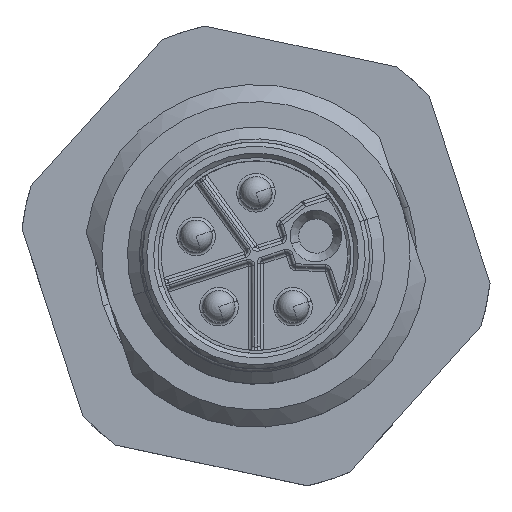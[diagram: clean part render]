
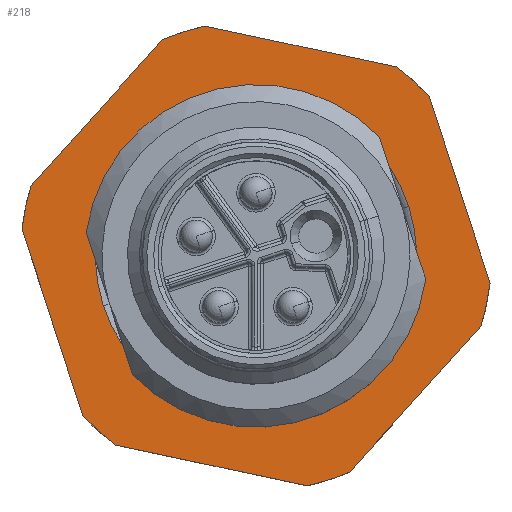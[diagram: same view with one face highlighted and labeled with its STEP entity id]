
A CAD part, top view. The second image highlights one B-rep face of the part: STEP entity #218.
In plain terms, the highlighted planar face has unit normal (0, 0, 1).
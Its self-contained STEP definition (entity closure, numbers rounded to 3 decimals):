
#34=AXIS2_PLACEMENT_3D('Plane Axis2P3D',#31,#32,#33) ;
#154=AXIS2_PLACEMENT_3D('Circle Axis2P3D',#152,#153,$) ;
#170=AXIS2_PLACEMENT_3D('Circle Axis2P3D',#168,#169,$) ;
#184=AXIS2_PLACEMENT_3D('Circle Axis2P3D',#182,#183,$) ;
#198=AXIS2_PLACEMENT_3D('Circle Axis2P3D',#196,#197,$) ;
#31=CARTESIAN_POINT('Axis2P3D Location',(-3.196,2.49,36.305)) ;
#37=CARTESIAN_POINT('Control Point',(15.292,0.637,36.305)) ;
#38=CARTESIAN_POINT('Control Point',(14.913,0.474,36.305)) ;
#39=CARTESIAN_POINT('Control Point',(14.526,0.328,36.305)) ;
#40=CARTESIAN_POINT('Control Point',(14.132,0.199,36.305)) ;
#41=CARTESIAN_POINT('Control Point',(13.733,0.09,36.305)) ;
#42=CARTESIAN_POINT('Control Point',(13.33,0.,36.305)) ;
#43=CARTESIAN_POINT('Vertex',(15.292,0.637,36.305)) ;
#45=CARTESIAN_POINT('Vertex',(13.33,0.,36.305)) ;
#48=CARTESIAN_POINT('Line Origine',(18.358,4.043,36.305)) ;
#52=CARTESIAN_POINT('Vertex',(21.424,7.448,36.305)) ;
#56=CARTESIAN_POINT('Control Point',(21.853,9.466,36.305)) ;
#57=CARTESIAN_POINT('Control Point',(21.806,9.056,36.305)) ;
#58=CARTESIAN_POINT('Control Point',(21.739,8.648,36.305)) ;
#59=CARTESIAN_POINT('Control Point',(21.653,8.242,36.305)) ;
#60=CARTESIAN_POINT('Control Point',(21.548,7.842,36.305)) ;
#61=CARTESIAN_POINT('Control Point',(21.424,7.448,36.305)) ;
#62=CARTESIAN_POINT('Vertex',(21.853,9.466,36.305)) ;
#65=CARTESIAN_POINT('Line Origine',(20.437,13.824,36.305)) ;
#69=CARTESIAN_POINT('Vertex',(19.021,18.183,36.305)) ;
#73=CARTESIAN_POINT('Control Point',(17.488,19.563,36.305)) ;
#74=CARTESIAN_POINT('Control Point',(17.82,19.317,36.305)) ;
#75=CARTESIAN_POINT('Control Point',(18.139,19.055,36.305)) ;
#76=CARTESIAN_POINT('Control Point',(18.448,18.777,36.305)) ;
#77=CARTESIAN_POINT('Control Point',(18.742,18.487,36.305)) ;
#78=CARTESIAN_POINT('Control Point',(19.021,18.183,36.305)) ;
#79=CARTESIAN_POINT('Vertex',(17.488,19.563,36.305)) ;
#82=CARTESIAN_POINT('Line Origine',(13.006,20.516,36.305)) ;
#86=CARTESIAN_POINT('Vertex',(8.523,21.468,36.305)) ;
#90=CARTESIAN_POINT('Control Point',(6.562,20.831,36.305)) ;
#91=CARTESIAN_POINT('Control Point',(6.941,20.995,36.305)) ;
#92=CARTESIAN_POINT('Control Point',(7.327,21.141,36.305)) ;
#93=CARTESIAN_POINT('Control Point',(7.722,21.269,36.305)) ;
#94=CARTESIAN_POINT('Control Point',(8.12,21.378,36.305)) ;
#95=CARTESIAN_POINT('Control Point',(8.523,21.468,36.305)) ;
#96=CARTESIAN_POINT('Vertex',(6.562,20.831,36.305)) ;
#99=CARTESIAN_POINT('Line Origine',(3.495,17.426,36.305)) ;
#103=CARTESIAN_POINT('Vertex',(0.429,14.02,36.305)) ;
#107=CARTESIAN_POINT('Control Point',(0.,12.002,36.305)) ;
#108=CARTESIAN_POINT('Control Point',(0.048,12.412,36.305)) ;
#109=CARTESIAN_POINT('Control Point',(0.114,12.82,36.305)) ;
#110=CARTESIAN_POINT('Control Point',(0.201,13.226,36.305)) ;
#111=CARTESIAN_POINT('Control Point',(0.306,13.626,36.305)) ;
#112=CARTESIAN_POINT('Control Point',(0.429,14.02,36.305)) ;
#113=CARTESIAN_POINT('Vertex',(0.,12.002,36.305)) ;
#116=CARTESIAN_POINT('Line Origine',(1.416,7.644,36.305)) ;
#120=CARTESIAN_POINT('Vertex',(2.832,3.286,36.305)) ;
#124=CARTESIAN_POINT('Control Point',(4.365,1.906,36.305)) ;
#125=CARTESIAN_POINT('Control Point',(4.034,2.152,36.305)) ;
#126=CARTESIAN_POINT('Control Point',(3.714,2.414,36.305)) ;
#127=CARTESIAN_POINT('Control Point',(3.406,2.691,36.305)) ;
#128=CARTESIAN_POINT('Control Point',(3.112,2.982,36.305)) ;
#129=CARTESIAN_POINT('Control Point',(2.832,3.286,36.305)) ;
#130=CARTESIAN_POINT('Vertex',(4.365,1.906,36.305)) ;
#133=CARTESIAN_POINT('Line Origine',(8.848,0.953,36.305)) ;
#152=CARTESIAN_POINT('Axis2P3D Location',(10.927,10.734,36.305)) ;
#156=CARTESIAN_POINT('Vertex',(3.43,10.507,36.305)) ;
#158=CARTESIAN_POINT('Vertex',(4.728,6.512,36.305)) ;
#161=CARTESIAN_POINT('Line Origine',(3.216,11.166,36.305)) ;
#165=CARTESIAN_POINT('Vertex',(3.001,11.826,36.305)) ;
#168=CARTESIAN_POINT('Axis2P3D Location',(10.927,10.734,36.305)) ;
#172=CARTESIAN_POINT('Vertex',(16.697,16.276,36.305)) ;
#175=CARTESIAN_POINT('Line Origine',(16.911,15.616,36.305)) ;
#179=CARTESIAN_POINT('Vertex',(17.125,14.956,36.305)) ;
#182=CARTESIAN_POINT('Axis2P3D Location',(10.927,10.734,36.305)) ;
#186=CARTESIAN_POINT('Vertex',(18.423,10.962,36.305)) ;
#189=CARTESIAN_POINT('Line Origine',(18.638,10.302,36.305)) ;
#193=CARTESIAN_POINT('Vertex',(18.852,9.643,36.305)) ;
#196=CARTESIAN_POINT('Axis2P3D Location',(10.927,10.734,36.305)) ;
#200=CARTESIAN_POINT('Vertex',(5.157,5.193,36.305)) ;
#203=CARTESIAN_POINT('Line Origine',(4.942,5.852,36.305)) ;
#32=DIRECTION('Axis2P3D Direction',(0.,0.,1.)) ;
#33=DIRECTION('Axis2P3D XDirection',(0.978,-0.208,0.)) ;
#49=DIRECTION('Vector Direction',(-0.669,-0.743,0.)) ;
#66=DIRECTION('Vector Direction',(0.309,-0.951,0.)) ;
#83=DIRECTION('Vector Direction',(0.978,-0.208,0.)) ;
#100=DIRECTION('Vector Direction',(0.669,0.743,0.)) ;
#117=DIRECTION('Vector Direction',(-0.309,0.951,0.)) ;
#134=DIRECTION('Vector Direction',(-0.978,0.208,0.)) ;
#153=DIRECTION('Axis2P3D Direction',(0.,0.,1.)) ;
#162=DIRECTION('Vector Direction',(0.309,-0.951,0.)) ;
#169=DIRECTION('Axis2P3D Direction',(0.,0.,1.)) ;
#176=DIRECTION('Vector Direction',(0.309,-0.951,0.)) ;
#183=DIRECTION('Axis2P3D Direction',(0.,0.,1.)) ;
#190=DIRECTION('Vector Direction',(0.309,-0.951,0.)) ;
#197=DIRECTION('Axis2P3D Direction',(0.,0.,1.)) ;
#204=DIRECTION('Vector Direction',(0.309,-0.951,0.)) ;
#50=VECTOR('Line Direction',#49,1.) ;
#67=VECTOR('Line Direction',#66,1.) ;
#84=VECTOR('Line Direction',#83,1.) ;
#101=VECTOR('Line Direction',#100,1.) ;
#118=VECTOR('Line Direction',#117,1.) ;
#135=VECTOR('Line Direction',#134,1.) ;
#163=VECTOR('Line Direction',#162,1.) ;
#177=VECTOR('Line Direction',#176,1.) ;
#191=VECTOR('Line Direction',#190,1.) ;
#205=VECTOR('Line Direction',#204,1.) ;
#139=ORIENTED_EDGE('',*,*,#47,.F.) ;
#140=ORIENTED_EDGE('',*,*,#54,.F.) ;
#141=ORIENTED_EDGE('',*,*,#64,.F.) ;
#142=ORIENTED_EDGE('',*,*,#71,.F.) ;
#143=ORIENTED_EDGE('',*,*,#81,.F.) ;
#144=ORIENTED_EDGE('',*,*,#88,.F.) ;
#145=ORIENTED_EDGE('',*,*,#98,.F.) ;
#146=ORIENTED_EDGE('',*,*,#105,.F.) ;
#147=ORIENTED_EDGE('',*,*,#115,.F.) ;
#148=ORIENTED_EDGE('',*,*,#122,.F.) ;
#149=ORIENTED_EDGE('',*,*,#132,.F.) ;
#150=ORIENTED_EDGE('',*,*,#137,.F.) ;
#209=ORIENTED_EDGE('',*,*,#160,.F.) ;
#210=ORIENTED_EDGE('',*,*,#167,.F.) ;
#211=ORIENTED_EDGE('',*,*,#174,.F.) ;
#212=ORIENTED_EDGE('',*,*,#181,.T.) ;
#213=ORIENTED_EDGE('',*,*,#188,.F.) ;
#214=ORIENTED_EDGE('',*,*,#195,.T.) ;
#215=ORIENTED_EDGE('',*,*,#202,.F.) ;
#216=ORIENTED_EDGE('',*,*,#207,.F.) ;
#217=FACE_BOUND('',#208,.T.) ;
#218=ADVANCED_FACE('Hauptk\X2\00F6\X0\rper',(#151,#217),#35,.T.) ;
#36=B_SPLINE_CURVE_WITH_KNOTS('',5,(#37,#38,#39,#40,#41,#42),.UNSPECIFIED.,.F.,.U.,(6,6),(0.,2.919),.UNSPECIFIED.) ;
#55=B_SPLINE_CURVE_WITH_KNOTS('',5,(#56,#57,#58,#59,#60,#61),.UNSPECIFIED.,.F.,.U.,(6,6),(0.,2.919),.UNSPECIFIED.) ;
#72=B_SPLINE_CURVE_WITH_KNOTS('',5,(#73,#74,#75,#76,#77,#78),.UNSPECIFIED.,.F.,.U.,(6,6),(0.,2.919),.UNSPECIFIED.) ;
#89=B_SPLINE_CURVE_WITH_KNOTS('',5,(#90,#91,#92,#93,#94,#95),.UNSPECIFIED.,.F.,.U.,(6,6),(0.,2.919),.UNSPECIFIED.) ;
#106=B_SPLINE_CURVE_WITH_KNOTS('',5,(#107,#108,#109,#110,#111,#112),.UNSPECIFIED.,.F.,.U.,(6,6),(0.,2.919),.UNSPECIFIED.) ;
#123=B_SPLINE_CURVE_WITH_KNOTS('',5,(#124,#125,#126,#127,#128,#129),.UNSPECIFIED.,.F.,.U.,(6,6),(0.,2.919),.UNSPECIFIED.) ;
#155=CIRCLE('generated circle',#154,7.5) ;
#171=CIRCLE('generated circle',#170,8.) ;
#185=CIRCLE('generated circle',#184,7.5) ;
#199=CIRCLE('generated circle',#198,8.) ;
#47=EDGE_CURVE('',#44,#46,#36,.T.) ;
#54=EDGE_CURVE('',#53,#44,#51,.T.) ;
#64=EDGE_CURVE('',#63,#53,#55,.T.) ;
#71=EDGE_CURVE('',#70,#63,#68,.T.) ;
#81=EDGE_CURVE('',#80,#70,#72,.T.) ;
#88=EDGE_CURVE('',#87,#80,#85,.T.) ;
#98=EDGE_CURVE('',#97,#87,#89,.T.) ;
#105=EDGE_CURVE('',#104,#97,#102,.T.) ;
#115=EDGE_CURVE('',#114,#104,#106,.T.) ;
#122=EDGE_CURVE('',#121,#114,#119,.T.) ;
#132=EDGE_CURVE('',#131,#121,#123,.T.) ;
#137=EDGE_CURVE('',#46,#131,#136,.T.) ;
#160=EDGE_CURVE('',#157,#159,#155,.T.) ;
#167=EDGE_CURVE('',#166,#157,#164,.T.) ;
#174=EDGE_CURVE('',#173,#166,#171,.T.) ;
#181=EDGE_CURVE('',#173,#180,#178,.T.) ;
#188=EDGE_CURVE('',#187,#180,#185,.T.) ;
#195=EDGE_CURVE('',#187,#194,#192,.T.) ;
#202=EDGE_CURVE('',#201,#194,#199,.T.) ;
#207=EDGE_CURVE('',#159,#201,#206,.T.) ;
#138=EDGE_LOOP('',(#139,#140,#141,#142,#143,#144,#145,#146,#147,#148,#149,#150)) ;
#208=EDGE_LOOP('',(#209,#210,#211,#212,#213,#214,#215,#216)) ;
#151=FACE_OUTER_BOUND('',#138,.T.) ;
#51=LINE('Line',#48,#50) ;
#68=LINE('Line',#65,#67) ;
#85=LINE('Line',#82,#84) ;
#102=LINE('Line',#99,#101) ;
#119=LINE('Line',#116,#118) ;
#136=LINE('Line',#133,#135) ;
#164=LINE('Line',#161,#163) ;
#178=LINE('Line',#175,#177) ;
#192=LINE('Line',#189,#191) ;
#206=LINE('Line',#203,#205) ;
#35=PLANE('',#34) ;
#44=VERTEX_POINT('',#43) ;
#46=VERTEX_POINT('',#45) ;
#53=VERTEX_POINT('',#52) ;
#63=VERTEX_POINT('',#62) ;
#70=VERTEX_POINT('',#69) ;
#80=VERTEX_POINT('',#79) ;
#87=VERTEX_POINT('',#86) ;
#97=VERTEX_POINT('',#96) ;
#104=VERTEX_POINT('',#103) ;
#114=VERTEX_POINT('',#113) ;
#121=VERTEX_POINT('',#120) ;
#131=VERTEX_POINT('',#130) ;
#157=VERTEX_POINT('',#156) ;
#159=VERTEX_POINT('',#158) ;
#166=VERTEX_POINT('',#165) ;
#173=VERTEX_POINT('',#172) ;
#180=VERTEX_POINT('',#179) ;
#187=VERTEX_POINT('',#186) ;
#194=VERTEX_POINT('',#193) ;
#201=VERTEX_POINT('',#200) ;
